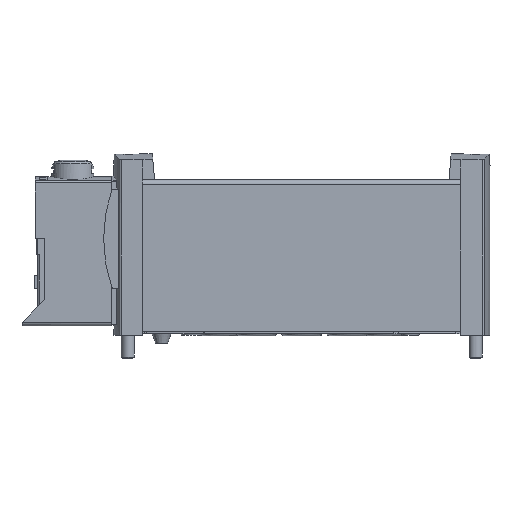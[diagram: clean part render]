
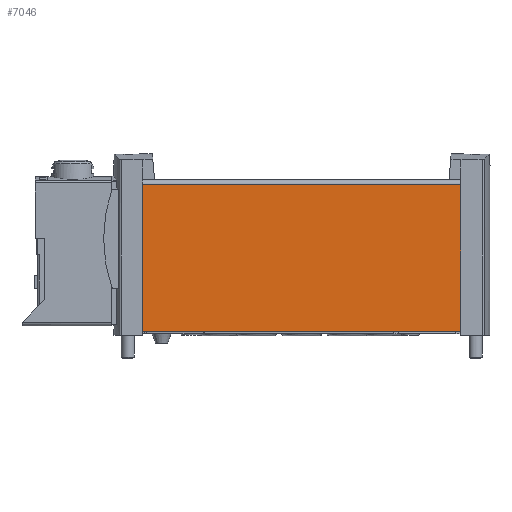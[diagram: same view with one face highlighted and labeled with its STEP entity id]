
A CAD part, top view. The second image highlights one B-rep face of the part: STEP entity #7046.
In plain terms, the highlighted planar face has unit normal (0, 0, 1).
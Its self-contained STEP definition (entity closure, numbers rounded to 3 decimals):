
#125=PLANE('',#7616);
#526=LINE('',#11156,#1147);
#529=LINE('',#11162,#1150);
#530=LINE('',#11164,#1151);
#531=LINE('',#11166,#1152);
#1147=VECTOR('',#8715,1000.);
#1150=VECTOR('',#8722,1000.);
#1151=VECTOR('',#8723,1000.);
#1152=VECTOR('',#8724,1000.);
#2320=ORIENTED_EDGE('',*,*,#4282,.T.);
#2321=ORIENTED_EDGE('',*,*,#4283,.F.);
#2322=ORIENTED_EDGE('',*,*,#4284,.F.);
#2323=ORIENTED_EDGE('',*,*,#4278,.T.);
#4278=EDGE_CURVE('',#5248,#5247,#526,.T.);
#4282=EDGE_CURVE('',#5247,#5249,#529,.T.);
#4283=EDGE_CURVE('',#5250,#5249,#530,.T.);
#4284=EDGE_CURVE('',#5248,#5250,#531,.T.);
#5247=VERTEX_POINT('',#11155);
#5248=VERTEX_POINT('',#11157);
#5249=VERTEX_POINT('',#11163);
#5250=VERTEX_POINT('',#11165);
#5793=EDGE_LOOP('',(#2320,#2321,#2322,#2323));
#6373=FACE_BOUND('',#5793,.T.);
#7046=ADVANCED_FACE('',(#6373),#125,.F.);
#7616=AXIS2_PLACEMENT_3D('',#11161,#8720,#8721);
#8715=DIRECTION('',(-1.,0.,0.));
#8720=DIRECTION('',(0.,0.,-1.));
#8721=DIRECTION('',(-1.,0.,0.));
#8722=DIRECTION('',(0.,-1.,0.));
#8723=DIRECTION('',(-1.,0.,0.));
#8724=DIRECTION('',(0.,-1.,0.));
#11155=CARTESIAN_POINT('',(-30.45,28.,7.2));
#11156=CARTESIAN_POINT('',(30.45,28.,7.2));
#11157=CARTESIAN_POINT('',(30.45,28.,7.2));
#11161=CARTESIAN_POINT('',(30.45,28.,7.2));
#11162=CARTESIAN_POINT('',(-30.45,28.,7.2));
#11163=CARTESIAN_POINT('',(-30.45,0.,7.2));
#11164=CARTESIAN_POINT('',(30.45,0.,7.2));
#11165=CARTESIAN_POINT('',(30.45,0.,7.2));
#11166=CARTESIAN_POINT('',(30.45,28.,7.2));
